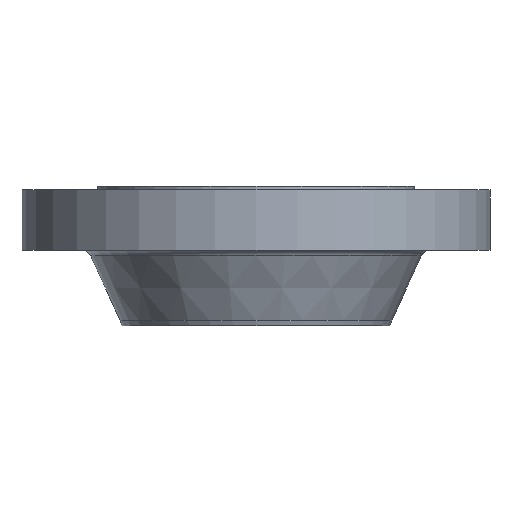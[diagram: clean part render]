
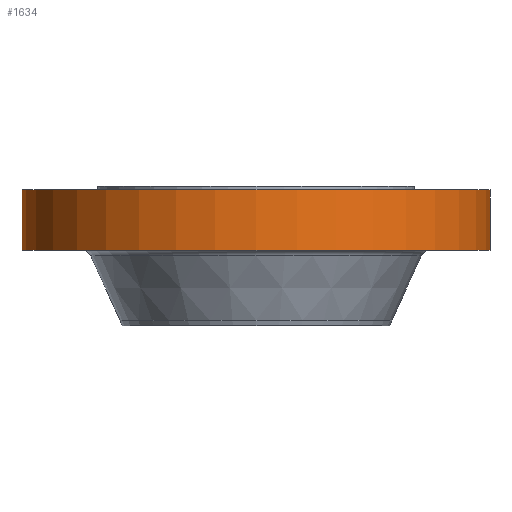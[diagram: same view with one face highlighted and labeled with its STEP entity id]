
A CAD part, front view. The second image highlights one B-rep face of the part: STEP entity #1634.
In plain terms, the highlighted cylindrical face has radius 393.7 mm (diameter 787.4 mm), a partial arc.
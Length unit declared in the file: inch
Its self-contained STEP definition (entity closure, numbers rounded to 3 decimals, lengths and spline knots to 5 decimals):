
#48 = AXIS2_PLACEMENT_3D ( 'NONE', #558, #1209, #698 ) ;
#111 = EDGE_CURVE ( 'NONE', #1430, #1675, #1112, .T. ) ;
#136 = VERTEX_POINT ( 'NONE', #1937 ) ;
#171 = DIRECTION ( 'NONE',  ( 1., 0., 0. ) ) ;
#239 = EDGE_CURVE ( 'NONE', #136, #1430, #885, .T. ) ;
#317 = DIRECTION ( 'NONE',  ( 0., 0., 1. ) ) ;
#396 = EDGE_LOOP ( 'NONE', ( #830, #451, #765, #1052 ) ) ;
#413 = CARTESIAN_POINT ( 'NONE',  ( -15.5, 0., -0.25 ) ) ;
#424 = EDGE_CURVE ( 'NONE', #136, #1930, #852, .T. ) ;
#451 = ORIENTED_EDGE ( 'NONE', *, *, #239, .T. ) ;
#539 = DIRECTION ( 'NONE',  ( 1., 0., 0. ) ) ;
#558 = CARTESIAN_POINT ( 'NONE',  ( 0., 0., -0.25 ) ) ;
#633 = CIRCLE ( 'NONE', #48, 15.5 ) ;
#698 = DIRECTION ( 'NONE',  ( 1., 0., 0. ) ) ;
#703 = CARTESIAN_POINT ( 'NONE',  ( 0., 0., -4.25 ) ) ;
#765 = ORIENTED_EDGE ( 'NONE', *, *, #111, .T. ) ;
#795 = FACE_OUTER_BOUND ( 'NONE', #396, .T. ) ;
#830 = ORIENTED_EDGE ( 'NONE', *, *, #424, .F. ) ;
#852 = LINE ( 'NONE', #1170, #1103 ) ;
#885 = CIRCLE ( 'NONE', #1501, 15.5 ) ;
#901 = AXIS2_PLACEMENT_3D ( 'NONE', #1579, #1116, #171 ) ;
#965 = CARTESIAN_POINT ( 'NONE',  ( 15.5, 0., -0.25 ) ) ;
#1052 = ORIENTED_EDGE ( 'NONE', *, *, #1081, .F. ) ;
#1081 = EDGE_CURVE ( 'NONE', #1930, #1675, #633, .T. ) ;
#1102 = CARTESIAN_POINT ( 'NONE',  ( 15.5, 0., 0. ) ) ;
#1103 = VECTOR ( 'NONE', #1805, 39.37008 ) ;
#1112 = LINE ( 'NONE', #1102, #1142 ) ;
#1116 = DIRECTION ( 'NONE',  ( 0., 0., 1. ) ) ;
#1142 = VECTOR ( 'NONE', #317, 39.37008 ) ;
#1170 = CARTESIAN_POINT ( 'NONE',  ( -15.5, 0., 0. ) ) ;
#1209 = DIRECTION ( 'NONE',  ( 0., 0., 1. ) ) ;
#1324 = DIRECTION ( 'NONE',  ( 0., 0., 1. ) ) ;
#1415 = CYLINDRICAL_SURFACE ( 'NONE', #901, 15.5 ) ;
#1430 = VERTEX_POINT ( 'NONE', #1505 ) ;
#1501 = AXIS2_PLACEMENT_3D ( 'NONE', #703, #1324, #539 ) ;
#1505 = CARTESIAN_POINT ( 'NONE',  ( 15.5, 0., -4.25 ) ) ;
#1579 = CARTESIAN_POINT ( 'NONE',  ( 0., 0., 0. ) ) ;
#1634 = ADVANCED_FACE ( 'NONE', ( #795 ), #1415, .T. ) ;
#1675 = VERTEX_POINT ( 'NONE', #965 ) ;
#1805 = DIRECTION ( 'NONE',  ( 0., 0., 1. ) ) ;
#1930 = VERTEX_POINT ( 'NONE', #413 ) ;
#1937 = CARTESIAN_POINT ( 'NONE',  ( -15.5, 0., -4.25 ) ) ;
